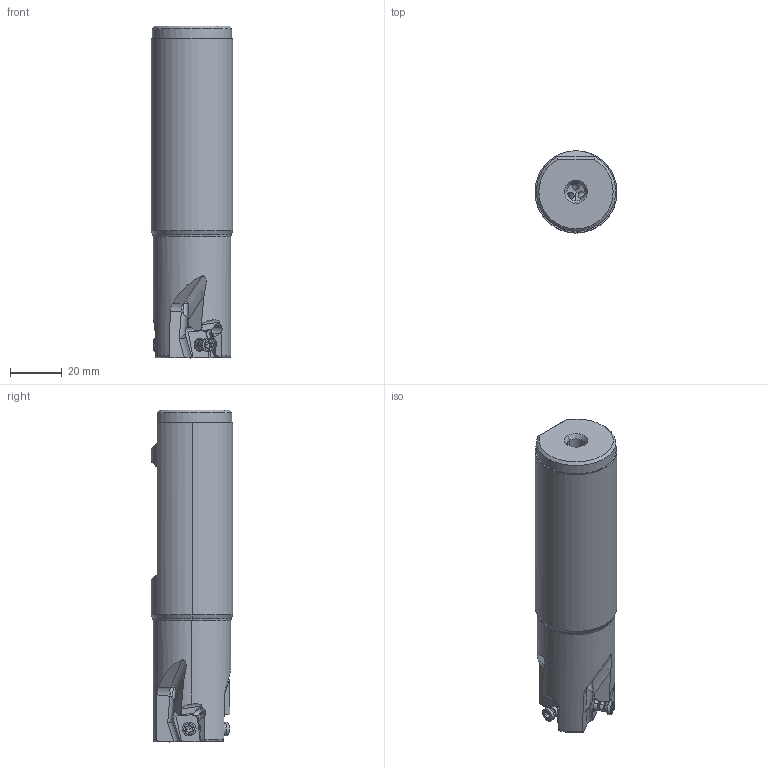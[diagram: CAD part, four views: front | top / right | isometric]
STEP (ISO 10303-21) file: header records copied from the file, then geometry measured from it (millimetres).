
FILE_DESCRIPTION(/* description */ (''),/* implementation_level */ '2;1');
FILE_NAME(/* name */ 'VPX300UR2003FA20S.stp',/* time_stamp */ '2025-07-08T15:59:11+09:00',/* author */ (''),/* organization */ (''),/* preprocessor_version */ 'ST-DEVELOPER v18.101',/* originating_system */ 'SIEMENS PLM Software NX 2011',/* authorisation */ '');
FILE_SCHEMA (('AUTOMOTIVE_DESIGN { 1 0 10303 214 3 1 1 1 }'));
Length unit declared in the file: millimetre
Products named in the file (1): VPX300UR2003FA20S_ASM
Bounding box: 31.75 x 31.75 x 128.57 mm (x, y, z)
Volume: 87388.8 mm3; surface area: 17532.6 mm2
Topology: 4 solids, 4 shells, 320 faces, 923 edges, 623 vertices
Faces by surface type: cylinder 135, plane 94, cone 43, torus 27, extrusion 12, sphere 6, bspline 3
Entity records: 12551 total; most frequent: CARTESIAN_POINT 4386, ORIENTED_EDGE 1796, DIRECTION 1515, EDGE_CURVE 898, VERTEX_POINT 599, AXIS2_PLACEMENT_3D 597, EDGE_LOOP 339, B_SPLINE_CURVE_WITH_KNOTS 339
